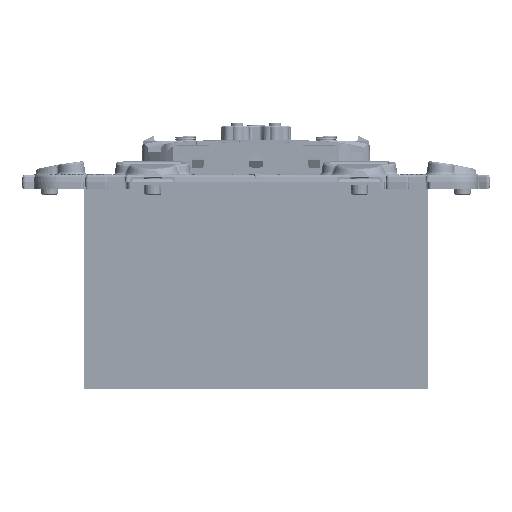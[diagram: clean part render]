
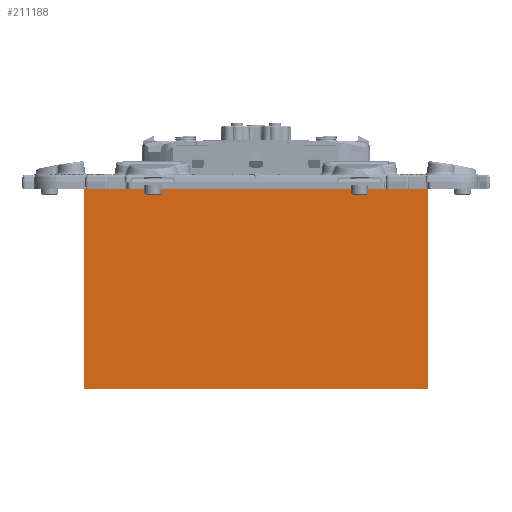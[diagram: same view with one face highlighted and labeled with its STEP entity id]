
A CAD part, left-side view. The second image highlights one B-rep face of the part: STEP entity #211188.
In plain terms, the highlighted planar face has unit normal (-1, 0, 0).
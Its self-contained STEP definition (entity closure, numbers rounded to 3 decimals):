
#211161=AXIS2_PLACEMENT_3D('Plane Axis2P3D',#211158,#211159,#211160) ;
#10268=CARTESIAN_POINT('Vertex',(-27.5,9.38,0.)) ;
#10275=CARTESIAN_POINT('Vertex',(-27.5,4.117,0.)) ;
#12308=CARTESIAN_POINT('Line Origine',(-27.5,-11.692,0.)) ;
#12312=CARTESIAN_POINT('Vertex',(-27.5,-27.5,0.)) ;
#12348=CARTESIAN_POINT('Vertex',(-27.5,27.5,0.)) ;
#12351=CARTESIAN_POINT('Line Origine',(-27.5,18.44,0.)) ;
#211131=CARTESIAN_POINT('Vertex',(-27.5,27.5,-32.)) ;
#211134=CARTESIAN_POINT('Line Origine',(-27.5,27.5,-16.)) ;
#211158=CARTESIAN_POINT('Axis2P3D Location',(-27.5,-27.5,0.)) ;
#211163=CARTESIAN_POINT('Line Origine',(-27.5,0.,-32.)) ;
#211167=CARTESIAN_POINT('Vertex',(-27.5,-27.5,-32.)) ;
#211170=CARTESIAN_POINT('Line Origine',(-27.5,-27.5,-16.)) ;
#211175=CARTESIAN_POINT('Line Origine',(-27.5,6.749,0.)) ;
#12309=DIRECTION('Vector Direction',(0.,1.,0.)) ;
#12352=DIRECTION('Vector Direction',(0.,1.,0.)) ;
#211135=DIRECTION('Vector Direction',(0.,0.,-1.)) ;
#211159=DIRECTION('Axis2P3D Direction',(-1.,0.,0.)) ;
#211160=DIRECTION('Axis2P3D XDirection',(0.,1.,0.)) ;
#211164=DIRECTION('Vector Direction',(0.,1.,0.)) ;
#211171=DIRECTION('Vector Direction',(0.,0.,-1.)) ;
#211176=DIRECTION('Vector Direction',(0.,1.,0.)) ;
#12310=VECTOR('Line Direction',#12309,1.) ;
#12353=VECTOR('Line Direction',#12352,1.) ;
#211136=VECTOR('Line Direction',#211135,1.) ;
#211165=VECTOR('Line Direction',#211164,1.) ;
#211172=VECTOR('Line Direction',#211171,1.) ;
#211177=VECTOR('Line Direction',#211176,1.) ;
#211181=ORIENTED_EDGE('',*,*,#211169,.T.) ;
#211182=ORIENTED_EDGE('',*,*,#211174,.F.) ;
#211183=ORIENTED_EDGE('',*,*,#12314,.F.) ;
#211184=ORIENTED_EDGE('',*,*,#211179,.F.) ;
#211185=ORIENTED_EDGE('',*,*,#12355,.F.) ;
#211186=ORIENTED_EDGE('',*,*,#211138,.T.) ;
#211188=ADVANCED_FACE('PartBody',(#211187),#211162,.T.) ;
#12314=EDGE_CURVE('',#10276,#12313,#12311,.F.) ;
#12355=EDGE_CURVE('',#12349,#10269,#12354,.F.) ;
#211138=EDGE_CURVE('',#12349,#211132,#211137,.T.) ;
#211169=EDGE_CURVE('',#211132,#211168,#211166,.F.) ;
#211174=EDGE_CURVE('',#12313,#211168,#211173,.T.) ;
#211179=EDGE_CURVE('',#10269,#10276,#211178,.F.) ;
#211180=EDGE_LOOP('',(#211181,#211182,#211183,#211184,#211185,#211186)) ;
#211187=FACE_OUTER_BOUND('',#211180,.T.) ;
#12311=LINE('Line',#12308,#12310) ;
#12354=LINE('Line',#12351,#12353) ;
#211137=LINE('Line',#211134,#211136) ;
#211166=LINE('Line',#211163,#211165) ;
#211173=LINE('Line',#211170,#211172) ;
#211178=LINE('Line',#211175,#211177) ;
#211162=PLANE('',#211161) ;
#10269=VERTEX_POINT('',#10268) ;
#10276=VERTEX_POINT('',#10275) ;
#12313=VERTEX_POINT('',#12312) ;
#12349=VERTEX_POINT('',#12348) ;
#211132=VERTEX_POINT('',#211131) ;
#211168=VERTEX_POINT('',#211167) ;
